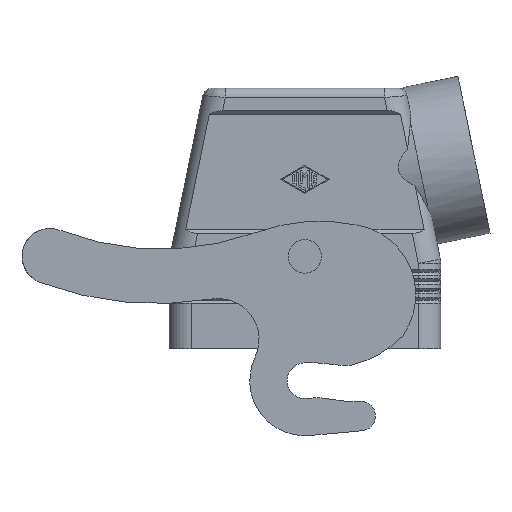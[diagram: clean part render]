
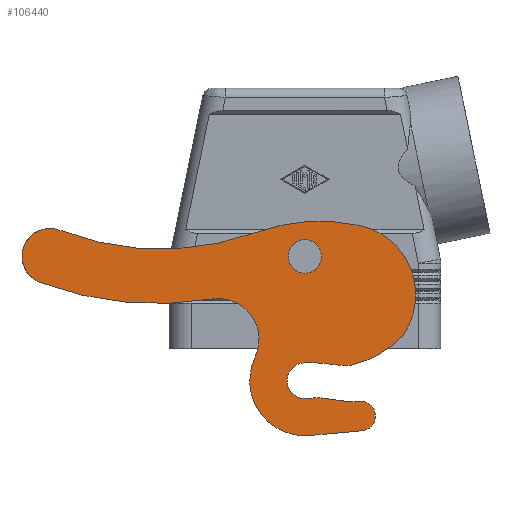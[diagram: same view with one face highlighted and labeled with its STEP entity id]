
A CAD part, front view. The second image highlights one B-rep face of the part: STEP entity #106440.
In plain terms, the highlighted planar face has unit normal (0, -1, 0).
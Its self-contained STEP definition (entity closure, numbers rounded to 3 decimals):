
#99940=CARTESIAN_POINT('',(-4.5,-25.75,24.8));
#99950=VERTEX_POINT('',#99940);
#100030=CARTESIAN_POINT('',(4.5,-25.75,24.8));
#100040=VERTEX_POINT('',#100030);
#100070=CARTESIAN_POINT('',(0.,-25.75,24.8));
#100080=DIRECTION('',(0.,-1.,0.));
#100090=DIRECTION('',(1.,0.,0.));
#100100=AXIS2_PLACEMENT_3D('',#100070,#100080,#100090);
#100110=CIRCLE('',#100100,4.5);
#100120=EDGE_CURVE('',#99950,#100040,#100110,.T.);
#104640=CARTESIAN_POINT('',(-68.5,-25.75,24.8));
#104650=DIRECTION('',(0.,-1.,0.));
#104660=DIRECTION('',(1.,0.,0.));
#104670=AXIS2_PLACEMENT_3D('',#104640,#104650,#104660);
#104680=CIRCLE('',#104670,7.5);
#104690=CARTESIAN_POINT('',(-65.791,-25.75,31.794));
#104700=VERTEX_POINT('',#104690);
#104710=CARTESIAN_POINT('',(-71.113,-25.75,17.77));
#104720=VERTEX_POINT('',#104710);
#104730=EDGE_CURVE('',#104700,#104720,#104680,.T.);
#104920=CARTESIAN_POINT('',(96.984,-25.75,-58.637));
#104930=DIRECTION('',(0.,-1.,0.));
#104940=DIRECTION('',(1.,0.,0.));
#104950=AXIS2_PLACEMENT_3D('',#104920,#104930,#104940);
#104960=PLANE('',#104950);
#104970=EDGE_CURVE('',#100040,#99950,#100110,.T.);
#104980=ORIENTED_EDGE('',*,*,#104970,.F.);
#104990=ORIENTED_EDGE('',*,*,#100120,.F.);
#105000=EDGE_LOOP('',(#104990,#104980));
#105010=FACE_BOUND('',#105000,.T.);
#105020=CARTESIAN_POINT('',(-38.7,-25.75,101.73));
#105030=DIRECTION('',(0.,-1.,0.));
#105040=DIRECTION('',(1.,0.,0.));
#105050=AXIS2_PLACEMENT_3D('',#105020,#105030,#105040);
#105060=CIRCLE('',#105050,75.);
#105070=CARTESIAN_POINT('',(-13.089,-25.75,31.238));
#105080=VERTEX_POINT('',#105070);
#105090=EDGE_CURVE('',#104700,#105080,#105060,.T.);
#105100=ORIENTED_EDGE('',*,*,#105090,.F.);
#105110=CARTESIAN_POINT('',(4.,-25.75,-15.8));
#105120=DIRECTION('',(0.,-1.,0.));
#105130=DIRECTION('',(1.,0.,0.));
#105140=AXIS2_PLACEMENT_3D('',#105110,#105120,#105130);
#105150=CIRCLE('',#105140,50.046);
#105160=CARTESIAN_POINT('',(14.289,-25.75,33.177));
#105170=VERTEX_POINT('',#105160);
#105180=EDGE_CURVE('',#105170,#105080,#105150,.T.);
#105190=ORIENTED_EDGE('',*,*,#105180,.T.);
#105200=CARTESIAN_POINT('',(10.8,-25.75,14.5));
#105210=DIRECTION('',(0.,-1.,0.));
#105220=DIRECTION('',(1.,0.,0.));
#105230=AXIS2_PLACEMENT_3D('',#105200,#105210,#105220);
#105240=CIRCLE('',#105230,19.);
#105250=CARTESIAN_POINT('',(26.395,-25.75,3.646));
#105260=VERTEX_POINT('',#105250);
#105270=EDGE_CURVE('',#105260,#105170,#105240,.T.);
#105280=ORIENTED_EDGE('',*,*,#105270,.T.);
#105290=CARTESIAN_POINT('',(6.5,-25.75,21.9));
#105300=DIRECTION('',(0.,-1.,0.));
#105310=DIRECTION('',(1.,0.,0.));
#105320=AXIS2_PLACEMENT_3D('',#105290,#105300,#105310);
#105330=CIRCLE('',#105320,27.);
#105340=CARTESIAN_POINT('',(12.508,-25.75,-4.423));
#105350=VERTEX_POINT('',#105340);
#105360=EDGE_CURVE('',#105350,#105260,#105330,.T.);
#105370=ORIENTED_EDGE('',*,*,#105360,.T.);
#105380=CARTESIAN_POINT('',(10.8,-25.75,14.5));
#105390=DIRECTION('',(0.,-1.,0.));
#105400=DIRECTION('',(1.,0.,0.));
#105410=AXIS2_PLACEMENT_3D('',#105380,#105390,#105400);
#105420=CIRCLE('',#105410,19.);
#105430=CARTESIAN_POINT('',(7.814,-25.75,-4.264));
#105440=VERTEX_POINT('',#105430);
#105450=EDGE_CURVE('',#105440,#105350,#105420,.T.);
#105460=ORIENTED_EDGE('',*,*,#105450,.T.);
#105470=CARTESIAN_POINT('',(1.528,-25.75,-43.767));
#105480=DIRECTION('',(0.,-1.,0.));
#105490=DIRECTION('',(1.,0.,0.));
#105500=AXIS2_PLACEMENT_3D('',#105470,#105480,#105490);
#105510=CIRCLE('',#105500,40.);
#105520=CARTESIAN_POINT('',(-0.208,-25.75,-3.805)
);
#105530=VERTEX_POINT('',#105520);
#105540=EDGE_CURVE('',#105440,#105530,#105510,.T.);
#105550=ORIENTED_EDGE('',*,*,#105540,.F.);
#105560=CARTESIAN_POINT('',(0.,-25.75,
-8.6));
#105570=DIRECTION('',(0.,-1.,0.));
#105580=DIRECTION('',(1.,0.,0.));
#105590=AXIS2_PLACEMENT_3D('',#105560,#105570,#105580);
#105600=CIRCLE('',#105590,4.8);
#105610=CARTESIAN_POINT('',(0.418,-25.75,-13.382))
;
#105620=VERTEX_POINT('',#105610);
#105630=EDGE_CURVE('',#105530,#105620,#105600,.T.);
#105640=ORIENTED_EDGE('',*,*,#105630,.F.);
#105650=CARTESIAN_POINT('',(0.418,-25.75,-13.382))
;
#105660=DIRECTION('',(0.996,0.,0.087));
#105670=VECTOR('',#105660,1.);
#105680=LINE('',#105650,#105670);
#105690=CARTESIAN_POINT('',(2.504,-25.75,-13.199));
#105700=VERTEX_POINT('',#105690);
#105710=EDGE_CURVE('',#105620,#105700,#105680,.T.);
#105720=ORIENTED_EDGE('',*,*,#105710,.F.);
#105730=CARTESIAN_POINT('',(3.375,-25.75,-23.161));
#105740=DIRECTION('',(0.,-1.,0.));
#105750=DIRECTION('',(1.,0.,0.));
#105760=AXIS2_PLACEMENT_3D('',#105730,#105740,#105750);
#105770=CIRCLE('',#105760,10.);
#105780=CARTESIAN_POINT('',(4.767,-25.75,-13.259));
#105790=VERTEX_POINT('',#105780);
#105800=EDGE_CURVE('',#105790,#105700,#105770,.T.);
#105810=ORIENTED_EDGE('',*,*,#105800,.T.);
#105820=CARTESIAN_POINT('',(4.767,-25.75,-13.259));
#105830=DIRECTION('',(0.99,0.,-0.139));
#105840=VECTOR('',#105830,1.);
#105850=LINE('',#105820,#105840);
#105860=CARTESIAN_POINT('',(10.277,-25.75,-14.033));
#105870=VERTEX_POINT('',#105860);
#105880=EDGE_CURVE('',#105790,#105870,#105850,.T.);
#105890=ORIENTED_EDGE('',*,*,#105880,.F.);
#105900=CARTESIAN_POINT('',(13.061,-25.75,5.772));
#105910=DIRECTION('',(0.,-1.,0.));
#105920=DIRECTION('',(1.,0.,0.));
#105930=AXIS2_PLACEMENT_3D('',#105900,#105910,#105920);
#105940=CIRCLE('',#105930,20.);
#105950=CARTESIAN_POINT('',(14.68,-25.75,-14.162));
#105960=VERTEX_POINT('',#105950);
#105970=EDGE_CURVE('',#105870,#105960,#105940,.T.);
#105980=ORIENTED_EDGE('',*,*,#105970,.F.);
#105990=CARTESIAN_POINT('',(15.,-25.75,-18.1));
#106000=DIRECTION('',(0.,-1.,0.));
#106010=DIRECTION('',(1.,0.,0.));
#106020=AXIS2_PLACEMENT_3D('',#105990,#106000,#106010);
#106030=CIRCLE('',#106020,3.951);
#106040=CARTESIAN_POINT('',(15.366,-25.75,-22.034));
#106050=VERTEX_POINT('',#106040);
#106060=EDGE_CURVE('',#106050,#105960,#106030,.T.);
#106070=ORIENTED_EDGE('',*,*,#106060,.T.);
#106080=CARTESIAN_POINT('',(1.371,-25.75,-23.336));
#106090=DIRECTION('',(0.996,0.,0.093));
#106100=VECTOR('',#106090,1.);
#106110=LINE('',#106080,#106100);
#106120=CARTESIAN_POINT('',(1.371,-25.75,-23.336));
#106130=VERTEX_POINT('',#106120);
#106140=EDGE_CURVE('',#106130,#106050,#106110,.T.);
#106150=ORIENTED_EDGE('',*,*,#106140,.T.);
#106160=CARTESIAN_POINT('',(0.,-25.75,
-8.6));
#106170=DIRECTION('',(0.,-1.,0.));
#106180=DIRECTION('',(1.,0.,0.));
#106190=AXIS2_PLACEMENT_3D('',#106160,#106170,#106180);
#106200=CIRCLE('',#106190,14.8);
#106210=CARTESIAN_POINT('',(-13.366,-25.75,-2.245))
;
#106220=VERTEX_POINT('',#106210);
#106230=EDGE_CURVE('',#106220,#106130,#106200,.T.);
#106240=ORIENTED_EDGE('',*,*,#106230,.T.);
#106250=CARTESIAN_POINT('',(-23.301,-25.75,2.478));
#106260=DIRECTION('',(0.,-1.,0.));
#106270=DIRECTION('',(1.,0.,0.));
#106280=AXIS2_PLACEMENT_3D('',#106250,#106260,#106270);
#106290=CIRCLE('',#106280,11.);
#106300=CARTESIAN_POINT('',(-25.092,-25.75,13.331));
#106310=VERTEX_POINT('',#106300);
#106320=EDGE_CURVE('',#106220,#106310,#106290,.T.);
#106330=ORIENTED_EDGE('',*,*,#106320,.F.);
#106340=CARTESIAN_POINT('',(-39.752,-25.75,102.129));
#106350=DIRECTION('',(0.,-1.,0.));
#106360=DIRECTION('',(1.,0.,0.));
#106370=AXIS2_PLACEMENT_3D('',#106340,#106350,#106360);
#106380=CIRCLE('',#106370,90.);
#106390=EDGE_CURVE('',#104720,#106310,#106380,.T.);
#106400=ORIENTED_EDGE('',*,*,#106390,.T.);
#106410=ORIENTED_EDGE('',*,*,#104730,.T.);
#106420=EDGE_LOOP('',(#106410,#106400,#106330,#106240,#106150,#106070,
#105980,#105890,#105810,#105720,#105640,#105550,#105460,#105370,#105280,
#105190,#105100));
#106430=FACE_OUTER_BOUND('',#106420,.T.);
#106440=ADVANCED_FACE('',(#105010,#106430),#104960,.T.);
